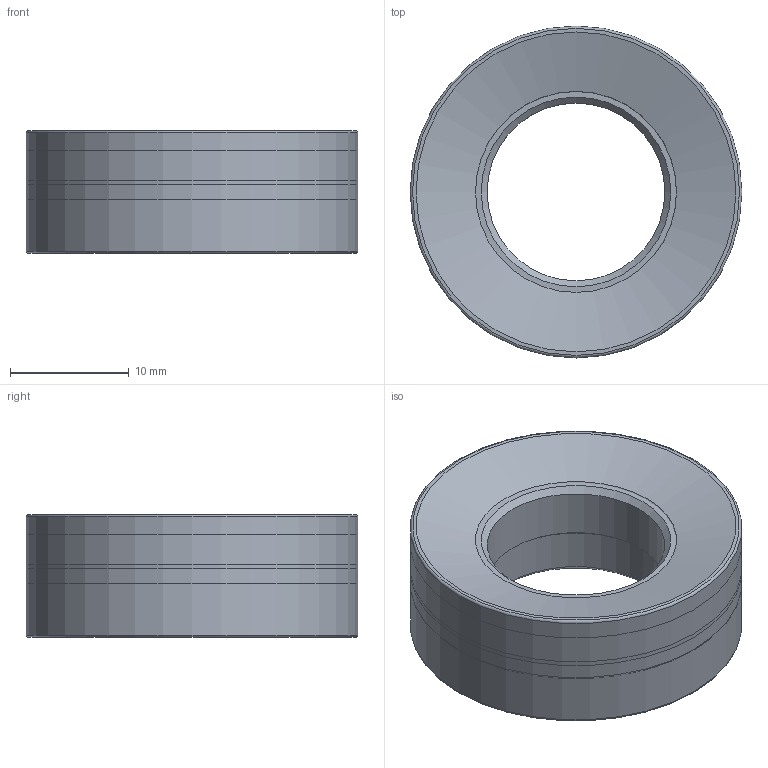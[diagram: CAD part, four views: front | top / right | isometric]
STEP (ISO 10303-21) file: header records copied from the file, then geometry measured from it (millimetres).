
FILE_DESCRIPTION( ( 'Unknown' ), '1' );
FILE_NAME( 'PT25-1428.stp', 'Unknown', ( 'Unknown' ), ( 'Unknown' ), 'XStep 1.0', 'Unknown', ' ' );
FILE_SCHEMA( ( 'CONFIG_CONTROL_DESIGN' ) );
Length unit declared in the file: millimetre
Products named in the file (3): Assem1; 1; 2
Bounding box: 28 x 28 x 10.36 mm (x, y, z)
Volume: 7517.5 mm3; surface area: 5759.5 mm2
Topology: 4 solids, 4 shells, 30 faces, 58 edges, 34 vertices
Faces by surface type: cylinder 8, plane 6, cone 6, torus 6, sphere 4
Full cylindrical faces by diameter (mm): 15 x2, 16 x2, 28 x4
Entity records: 450 total; most frequent: DIRECTION 66, CARTESIAN_POINT 48, AXIS2_PLACEMENT_3D 33, EDGE_LOOP 30, ORIENTED_EDGE 30, FACE_OUTER_BOUND 24, CC_DESIGN_PERSON_AND_ORGANIZATION_ASSIGNMENT 15, ADVANCED_FACE 15
